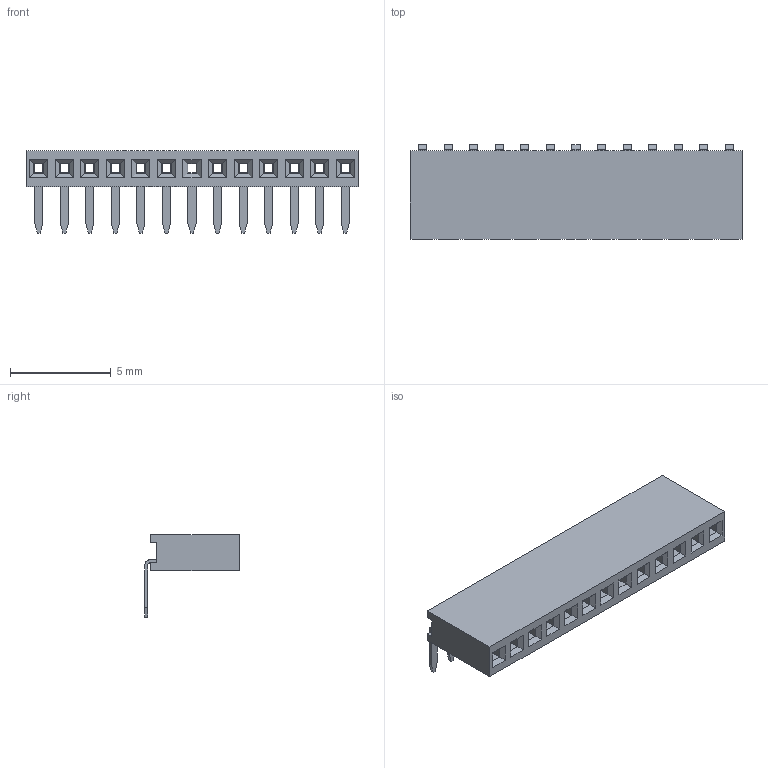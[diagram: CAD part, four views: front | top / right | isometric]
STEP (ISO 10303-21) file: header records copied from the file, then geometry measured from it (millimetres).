
FILE_DESCRIPTION(('STEP AP214'), '1');
FILE_NAME('PBS1.27-R', '', ('UNSPECIFIED'), ('UNSPECIFIED'), 'ASCON STEP Converter 1.6', 'ASCON Math Kernel', '');
FILE_SCHEMA(('AUTOMOTIVE_DESIGN { 1 0 10303 214 3 1 1}'));
Length unit declared in the file: millimetre
Bounding box: 16.51 x 4.7 x 4.1 mm (x, y, z)
Volume: 94 mm3; surface area: 668.7 mm2
Topology: 14 solids, 14 shells, 777 faces, 2091 edges, 1342 vertices
Faces by surface type: plane 660, cylinder 117
Entity records: 30217 total; most frequent: CARTESIAN_POINT 4211, ORIENTED_EDGE 4182, DIRECTION 3881, EDGE_CURVE 2091, LINE 1857, VECTOR 1857, VERTEX_POINT 1342, AXIS2_PLACEMENT_3D 1012
